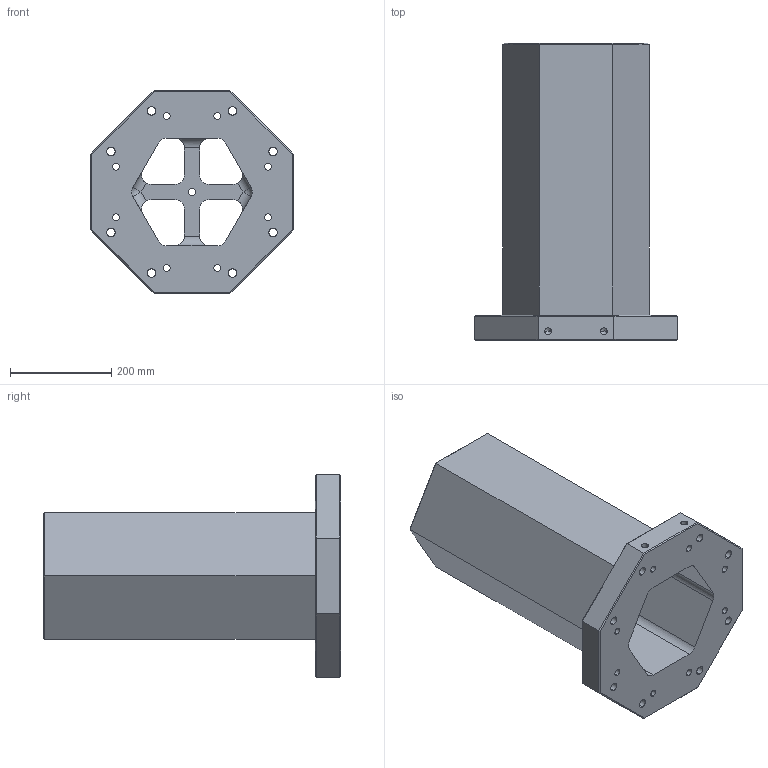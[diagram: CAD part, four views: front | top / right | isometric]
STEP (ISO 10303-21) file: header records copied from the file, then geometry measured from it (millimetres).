
FILE_DESCRIPTION (( 'STEP AP214' ), '1' );
FILE_NAME ('05-0305.STEP', '2024-02-08T23:22:09', ( '' ), ( '' ), 'SwSTEP 2.0', 'SolidWorks 2022', '' );
FILE_SCHEMA (( 'AUTOMOTIVE_DESIGN' ));
Length unit declared in the file: millimetre
Products named in the file (1): 05-0305
Bounding box: 400 x 586.5 x 400 mm (x, y, z)
Volume: 12902677.2 mm3; surface area: 1205374.7 mm2
Topology: 1 solids, 1 shells, 150 faces, 404 edges, 243 vertices
Faces by surface type: cylinder 76, plane 54, cone 18, sphere 2
Entity records: 5439 total; most frequent: DIRECTION 816, CARTESIAN_POINT 798, ORIENTED_EDGE 764, EDGE_CURVE 382, AXIS2_PLACEMENT_3D 291, VERTEX_POINT 241, LINE 234, VECTOR 234
